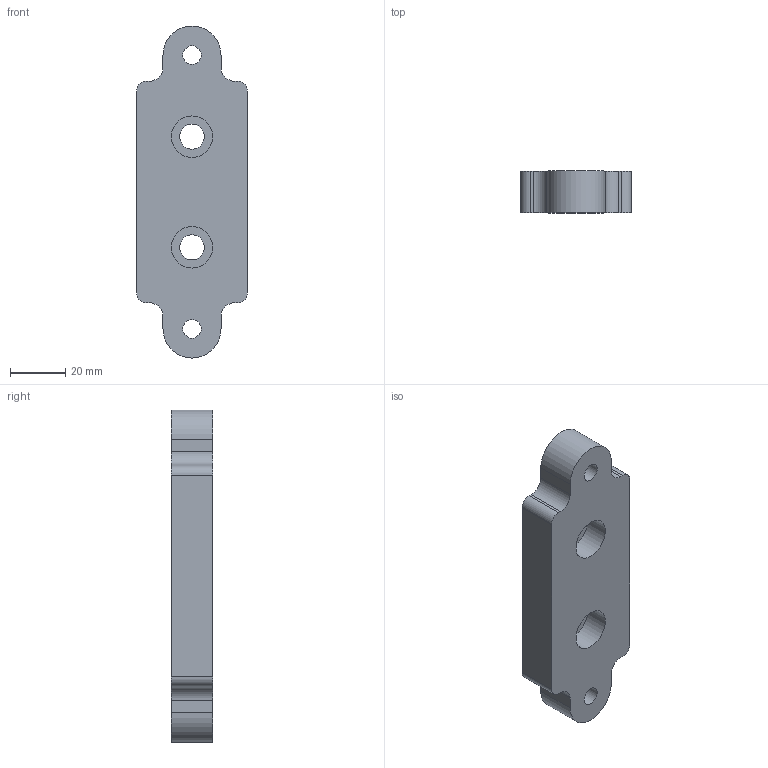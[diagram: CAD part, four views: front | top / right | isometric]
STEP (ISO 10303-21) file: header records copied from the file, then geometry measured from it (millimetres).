
FILE_DESCRIPTION((''),'2;1');
FILE_NAME('SL0212N.ipt.step','2007-09-10T15:13:34',(''),(''),'Autodesk Inventor 11','Autodesk Inventor 11','');
FILE_SCHEMA(('AUTOMOTIVE_DESIGN { 1 0 10303 214 1 1 1 1 }'));
Length unit declared in the file: millimetre
Products named in the file (1): SL0212N
Bounding box: 40 x 15 x 120 mm (x, y, z)
Volume: 54358.2 mm3; surface area: 13643.7 mm2
Topology: 1 solids, 1 shells, 30 faces, 80 edges, 54 vertices
Faces by surface type: bspline 13, plane 9, cylinder 8
Full cylindrical faces by diameter (mm): 6.647 x1, 9 x1, 15 x1
Entity records: 1047 total; most frequent: CARTESIAN_POINT 306, ORIENTED_EDGE 144, DIRECTION 140, EDGE_CURVE 72, VERTEX_POINT 52, AXIS2_PLACEMENT_3D 50, EDGE_LOOP 46, VECTOR 40
